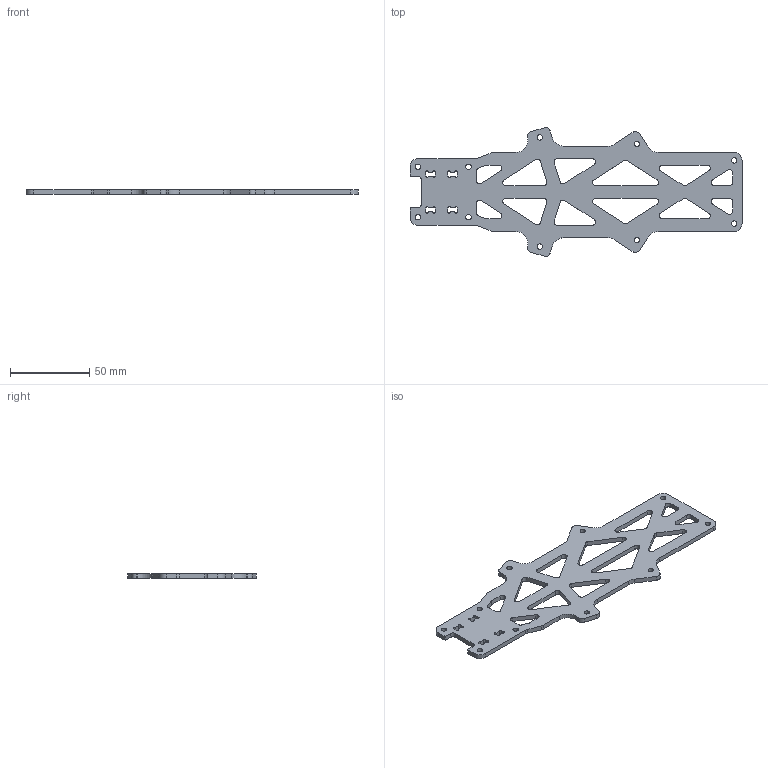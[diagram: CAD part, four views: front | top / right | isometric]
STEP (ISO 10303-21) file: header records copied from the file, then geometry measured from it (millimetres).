
FILE_DESCRIPTION (( 'STEP AP214' ), '1' );
FILE_NAME ('Top_Plate.STEP', '2022-02-09T17:39:07', ( '' ), ( '' ), 'SwSTEP 2.0', 'SolidWorks 2021', '' );
FILE_SCHEMA (( 'AUTOMOTIVE_DESIGN' ));
Length unit declared in the file: millimetre
Products named in the file (1): Top_Plate
Bounding box: 210 x 81.58 x 3 mm (x, y, z)
Volume: 24442.5 mm3; surface area: 20947.8 mm2
Topology: 1 solids, 1 shells, 190 faces, 564 edges, 376 vertices
Faces by surface type: cylinder 110, plane 80
Entity records: 6586 total; most frequent: DIRECTION 1166, CARTESIAN_POINT 1131, ORIENTED_EDGE 1128, EDGE_CURVE 564, AXIS2_PLACEMENT_3D 411, VERTEX_POINT 376, LINE 344, VECTOR 344
